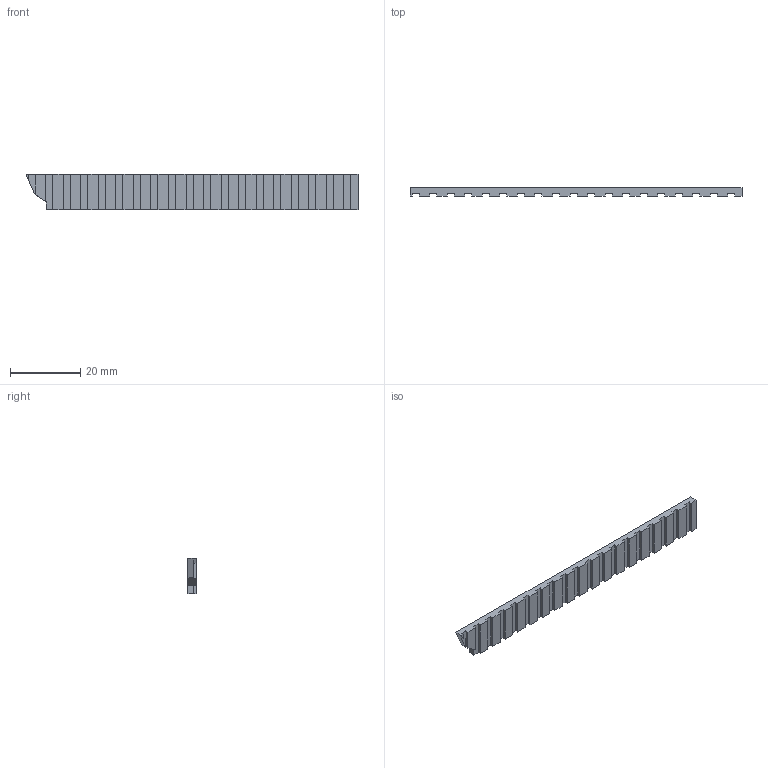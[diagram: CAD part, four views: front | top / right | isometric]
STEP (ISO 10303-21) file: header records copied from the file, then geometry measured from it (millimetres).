
FILE_DESCRIPTION(/* description */ (''),/* implementation_level */ '2;1');
FILE_NAME(/* name */ '10172.stp',/* time_stamp */ '2019-08-05T09:52:51+02:00',/* author */ ('DOMINIQUE'),/* organization */ (''),/* preprocessor_version */ 'ST-DEVELOPER v17.2',/* originating_system */ 'Autodesk Inventor 2019',/* authorisation */ '');
FILE_SCHEMA (('AUTOMOTIVE_DESIGN { 1 0 10303 214 3 1 1 }'));
Length unit declared in the file: millimetre
Products named in the file (1): 10172
Bounding box: 94.62 x 2.3 x 10 mm (x, y, z)
Volume: 1817.1 mm3; surface area: 2535.9 mm2
Topology: 1 solids, 1 shells, 84 faces, 246 edges, 164 vertices
Faces by surface type: plane 84
Entity records: 2771 total; most frequent: CARTESIAN_POINT 495, ORIENTED_EDGE 492, DIRECTION 416, LINE 246, VECTOR 246, EDGE_CURVE 246, VERTEX_POINT 164, AXIS2_PLACEMENT_3D 85
